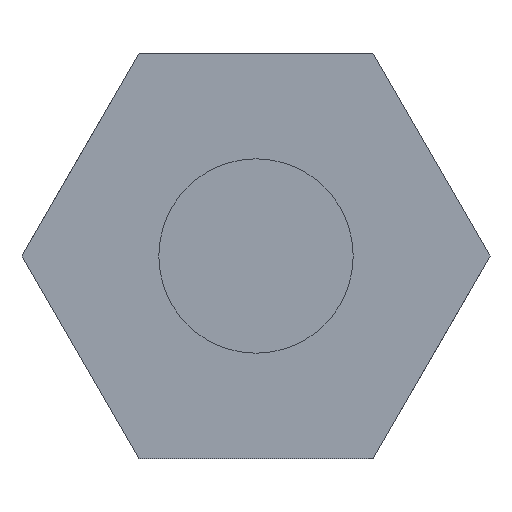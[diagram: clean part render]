
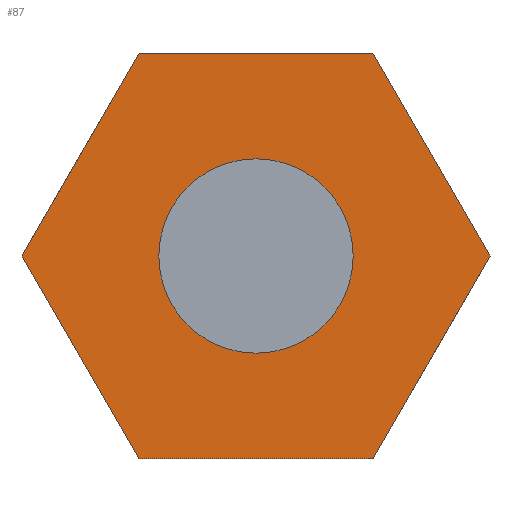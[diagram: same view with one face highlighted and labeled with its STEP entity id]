
A CAD part, front view. The second image highlights one B-rep face of the part: STEP entity #87.
In plain terms, the highlighted planar face has unit normal (0, -1, 0).
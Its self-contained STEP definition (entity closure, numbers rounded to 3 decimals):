
#9 = DIRECTION ( 'NONE',  ( 0., 0., 1. ) ) ;
#13 = ORIENTED_EDGE ( 'NONE', *, *, #450, .F. ) ;
#22 = CARTESIAN_POINT ( 'NONE',  ( 7.217, -15., 12.5 ) ) ;
#33 = CARTESIAN_POINT ( 'NONE',  ( 14.434, -15., 0. ) ) ;
#44 = VERTEX_POINT ( 'NONE', #33 ) ;
#45 = DIRECTION ( 'NONE',  ( -1., 0., 0. ) ) ;
#47 = ORIENTED_EDGE ( 'NONE', *, *, #487, .F. ) ;
#49 = CARTESIAN_POINT ( 'NONE',  ( 0., -15., -6. ) ) ;
#57 = CARTESIAN_POINT ( 'NONE',  ( -7.217, -15., 12.5 ) ) ;
#59 = CIRCLE ( 'NONE', #179, 6. ) ;
#68 = VECTOR ( 'NONE', #391, 1000. ) ;
#70 = CARTESIAN_POINT ( 'NONE',  ( 0., -15., 0. ) ) ;
#76 = EDGE_CURVE ( 'NONE', #232, #183, #347, .T. ) ;
#79 = CARTESIAN_POINT ( 'NONE',  ( 0., -15., 0. ) ) ;
#87 = ADVANCED_FACE ( 'NONE', ( #353, #159 ), #251, .F. ) ;
#95 = EDGE_CURVE ( 'NONE', #316, #189, #59, .T. ) ;
#104 = CARTESIAN_POINT ( 'NONE',  ( 7.217, -15., -12.5 ) ) ;
#127 = LINE ( 'NONE', #414, #260 ) ;
#133 = EDGE_CURVE ( 'NONE', #189, #316, #448, .T. ) ;
#150 = EDGE_CURVE ( 'NONE', #208, #305, #297, .T. ) ;
#156 = DIRECTION ( 'NONE',  ( 1., 0., 0. ) ) ;
#157 = AXIS2_PLACEMENT_3D ( 'NONE', #70, #409, #191 ) ;
#159 = FACE_OUTER_BOUND ( 'NONE', #202, .T. ) ;
#165 = LINE ( 'NONE', #22, #68 ) ;
#167 = DIRECTION ( 'NONE',  ( -0.5, 0., -0.866 ) ) ;
#176 = ORIENTED_EDGE ( 'NONE', *, *, #235, .F. ) ;
#179 = AXIS2_PLACEMENT_3D ( 'NONE', #264, #221, #262 ) ;
#182 = CARTESIAN_POINT ( 'NONE',  ( -14.434, -15., 0. ) ) ;
#183 = VERTEX_POINT ( 'NONE', #452 ) ;
#189 = VERTEX_POINT ( 'NONE', #337 ) ;
#191 = DIRECTION ( 'NONE',  ( 0., 0., -1. ) ) ;
#196 = ORIENTED_EDGE ( 'NONE', *, *, #95, .F. ) ;
#202 = EDGE_LOOP ( 'NONE', ( #176, #294, #13, #345, #47, #228 ) ) ;
#208 = VERTEX_POINT ( 'NONE', #373 ) ;
#221 = DIRECTION ( 'NONE',  ( 0., -1., 0. ) ) ;
#225 = AXIS2_PLACEMENT_3D ( 'NONE', #79, #369, #9 ) ;
#228 = ORIENTED_EDGE ( 'NONE', *, *, #150, .F. ) ;
#231 = LINE ( 'NONE', #446, #300 ) ;
#232 = VERTEX_POINT ( 'NONE', #485 ) ;
#235 = EDGE_CURVE ( 'NONE', #430, #208, #127, .T. ) ;
#241 = CARTESIAN_POINT ( 'NONE',  ( -7.217, -15., -12.5 ) ) ;
#251 = PLANE ( 'NONE',  #225 ) ;
#260 = VECTOR ( 'NONE', #45, 1000. ) ;
#262 = DIRECTION ( 'NONE',  ( 0., 0., -1. ) ) ;
#264 = CARTESIAN_POINT ( 'NONE',  ( 0., -15., 0. ) ) ;
#271 = DIRECTION ( 'NONE',  ( -0.5, 0., 0.866 ) ) ;
#273 = DIRECTION ( 'NONE',  ( 0.5, 0., 0.866 ) ) ;
#288 = LINE ( 'NONE', #437, #396 ) ;
#291 = ORIENTED_EDGE ( 'NONE', *, *, #133, .F. ) ;
#294 = ORIENTED_EDGE ( 'NONE', *, *, #464, .F. ) ;
#297 = LINE ( 'NONE', #241, #365 ) ;
#300 = VECTOR ( 'NONE', #167, 1000. ) ;
#304 = VECTOR ( 'NONE', #156, 1000. ) ;
#305 = VERTEX_POINT ( 'NONE', #182 ) ;
#316 = VERTEX_POINT ( 'NONE', #49 ) ;
#337 = CARTESIAN_POINT ( 'NONE',  ( 0., -15., 6. ) ) ;
#345 = ORIENTED_EDGE ( 'NONE', *, *, #76, .F. ) ;
#347 = LINE ( 'NONE', #57, #304 ) ;
#353 = FACE_BOUND ( 'NONE', #443, .T. ) ;
#365 = VECTOR ( 'NONE', #271, 1000. ) ;
#369 = DIRECTION ( 'NONE',  ( 0., 1., 0. ) ) ;
#373 = CARTESIAN_POINT ( 'NONE',  ( -7.217, -15., -12.5 ) ) ;
#391 = DIRECTION ( 'NONE',  ( 0.5, 0., -0.866 ) ) ;
#396 = VECTOR ( 'NONE', #273, 1000. ) ;
#409 = DIRECTION ( 'NONE',  ( 0., -1., 0. ) ) ;
#414 = CARTESIAN_POINT ( 'NONE',  ( 7.217, -15., -12.5 ) ) ;
#430 = VERTEX_POINT ( 'NONE', #104 ) ;
#437 = CARTESIAN_POINT ( 'NONE',  ( -14.434, -15., 0. ) ) ;
#443 = EDGE_LOOP ( 'NONE', ( #291, #196 ) ) ;
#446 = CARTESIAN_POINT ( 'NONE',  ( 14.434, -15., 0. ) ) ;
#448 = CIRCLE ( 'NONE', #157, 6. ) ;
#450 = EDGE_CURVE ( 'NONE', #183, #44, #165, .T. ) ;
#452 = CARTESIAN_POINT ( 'NONE',  ( 7.217, -15., 12.5 ) ) ;
#464 = EDGE_CURVE ( 'NONE', #44, #430, #231, .T. ) ;
#485 = CARTESIAN_POINT ( 'NONE',  ( -7.217, -15., 12.5 ) ) ;
#487 = EDGE_CURVE ( 'NONE', #305, #232, #288, .T. ) ;
